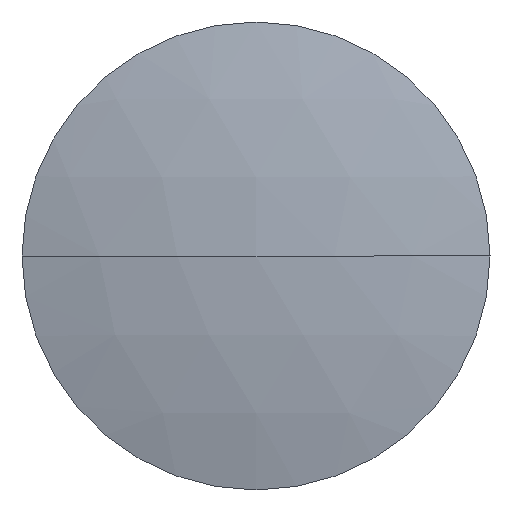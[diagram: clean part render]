
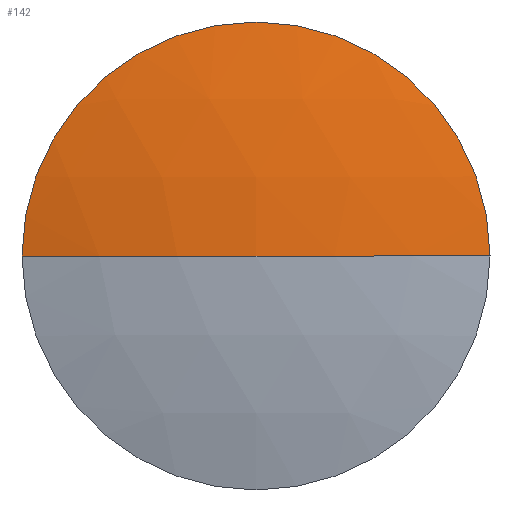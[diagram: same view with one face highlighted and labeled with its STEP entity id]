
A CAD part, left-side view. The second image highlights one B-rep face of the part: STEP entity #142.
In plain terms, the highlighted spherical face has radius 25.43 mm.
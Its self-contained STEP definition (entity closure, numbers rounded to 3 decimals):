
#1 = DIRECTION ( 'NONE',  ( 0., 0., 1. ) ) ;
#27 = SPHERICAL_SURFACE ( 'NONE', #272, 25.43 ) ;
#35 = ORIENTED_EDGE ( 'NONE', *, *, #111, .F. ) ;
#40 = CIRCLE ( 'NONE', #115, 25.43 ) ;
#43 = AXIS2_PLACEMENT_3D ( 'NONE', #166, #121, #96 ) ;
#44 = CIRCLE ( 'NONE', #214, 6.25 ) ;
#46 = CARTESIAN_POINT ( 'NONE',  ( 42.028, 23.925, 0. ) ) ;
#47 = EDGE_CURVE ( 'NONE', #160, #117, #50, .T. ) ;
#49 = DIRECTION ( 'NONE',  ( 0., 1., 0. ) ) ;
#50 = CIRCLE ( 'NONE', #43, 25.43 ) ;
#69 = DIRECTION ( 'NONE',  ( 1., 0., 0. ) ) ;
#95 = CARTESIAN_POINT ( 'NONE',  ( 41.248, 23.925, 0. ) ) ;
#96 = DIRECTION ( 'NONE',  ( -1., 0., 0. ) ) ;
#100 = DIRECTION ( 'NONE',  ( 0., -1., 0. ) ) ;
#101 = CARTESIAN_POINT ( 'NONE',  ( 42.028, 17.675, 0. ) ) ;
#111 = EDGE_CURVE ( 'NONE', #117, #253, #44, .T. ) ;
#115 = AXIS2_PLACEMENT_3D ( 'NONE', #265, #145, #100 ) ;
#117 = VERTEX_POINT ( 'NONE', #164 ) ;
#118 = DIRECTION ( 'NONE',  ( 0., 1., 0. ) ) ;
#121 = DIRECTION ( 'NONE',  ( 0., 0., -1. ) ) ;
#135 = EDGE_LOOP ( 'NONE', ( #249, #212, #35 ) ) ;
#142 = ADVANCED_FACE ( 'NONE', ( #254 ), #27, .T. ) ;
#145 = DIRECTION ( 'NONE',  ( 0., 0., 1. ) ) ;
#160 = VERTEX_POINT ( 'NONE', #95 ) ;
#164 = CARTESIAN_POINT ( 'NONE',  ( 42.028, 30.175, 0. ) ) ;
#166 = CARTESIAN_POINT ( 'NONE',  ( 66.678, 23.925, 0. ) ) ;
#199 = EDGE_CURVE ( 'NONE', #160, #253, #40, .T. ) ;
#212 = ORIENTED_EDGE ( 'NONE', *, *, #199, .T. ) ;
#214 = AXIS2_PLACEMENT_3D ( 'NONE', #46, #69, #118 ) ;
#249 = ORIENTED_EDGE ( 'NONE', *, *, #47, .F. ) ;
#253 = VERTEX_POINT ( 'NONE', #101 ) ;
#254 = FACE_OUTER_BOUND ( 'NONE', #135, .T. ) ;
#265 = CARTESIAN_POINT ( 'NONE',  ( 66.678, 23.925, 0. ) ) ;
#272 = AXIS2_PLACEMENT_3D ( 'NONE', #282, #1, #49 ) ;
#282 = CARTESIAN_POINT ( 'NONE',  ( 66.678, 23.925, 0. ) ) ;
